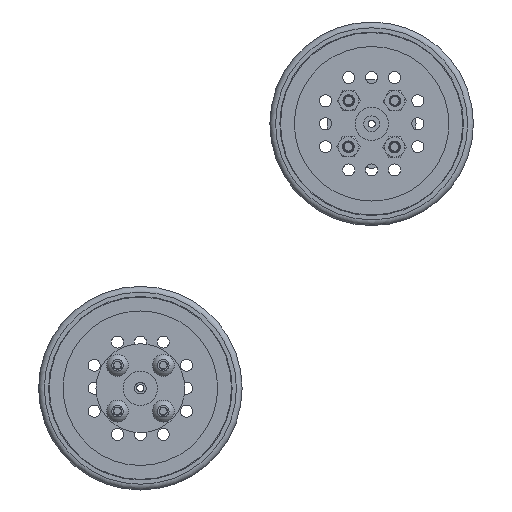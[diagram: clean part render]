
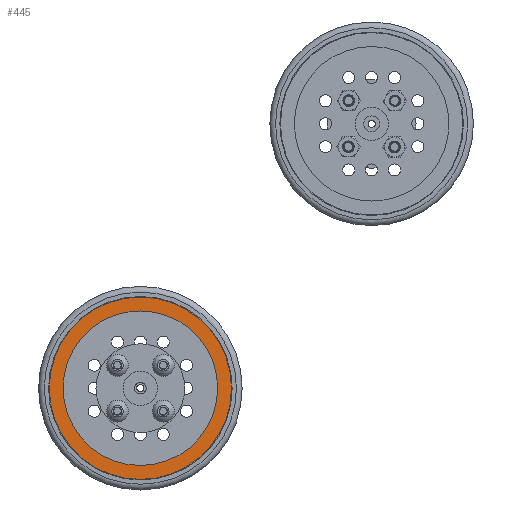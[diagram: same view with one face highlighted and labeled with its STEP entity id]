
A CAD part, left-side view. The second image highlights one B-rep face of the part: STEP entity #445.
In plain terms, the highlighted face is planar.
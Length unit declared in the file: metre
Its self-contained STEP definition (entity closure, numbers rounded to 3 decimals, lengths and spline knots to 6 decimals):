
#445 = ADVANCED_FACE( '', ( #789, #790 ), #791, .T. );
#789 = FACE_BOUND( '', #1330, .T. );
#790 = FACE_OUTER_BOUND( '', #1331, .T. );
#791 = PLANE( '', #1332 );
#1330 = EDGE_LOOP( '', ( #2673 ) );
#1331 = EDGE_LOOP( '', ( #2674 ) );
#1332 = AXIS2_PLACEMENT_3D( '', #2675, #2676, #2677 );
#2673 = ORIENTED_EDGE( '', *, *, #3466, .F. );
#2674 = ORIENTED_EDGE( '', *, *, #3467, .T. );
#2675 = CARTESIAN_POINT( '', ( 0., -0.0096, 0. ) );
#2676 = DIRECTION( '', ( 0., -1., 0. ) );
#2677 = DIRECTION( '', ( 1., 0., 0. ) );
#3466 = EDGE_CURVE( '', #3922, #3922, #3923, .T. );
#3467 = EDGE_CURVE( '', #3924, #3924, #3925, .T. );
#3922 = VERTEX_POINT( '', #4903 );
#3923 = CIRCLE( '', #4904, 0.02695 );
#3924 = VERTEX_POINT( '', #4905 );
#3925 = CIRCLE( '', #4906, 0.032 );
#4903 = CARTESIAN_POINT( '', ( 0., -0.0096, -0.02695 ) );
#4904 = AXIS2_PLACEMENT_3D( '', #6723, #6724, #6725 );
#4905 = CARTESIAN_POINT( '', ( 0., -0.0096, -0.032 ) );
#4906 = AXIS2_PLACEMENT_3D( '', #6726, #6727, #6728 );
#6723 = CARTESIAN_POINT( '', ( 0., -0.0096, 0. ) );
#6724 = DIRECTION( '', ( 0., -1., 0. ) );
#6725 = DIRECTION( '', ( 0., 0., -1. ) );
#6726 = CARTESIAN_POINT( '', ( 0., -0.0096, 0. ) );
#6727 = DIRECTION( '', ( 0., -1., 0. ) );
#6728 = DIRECTION( '', ( 0., 0., -1. ) );
